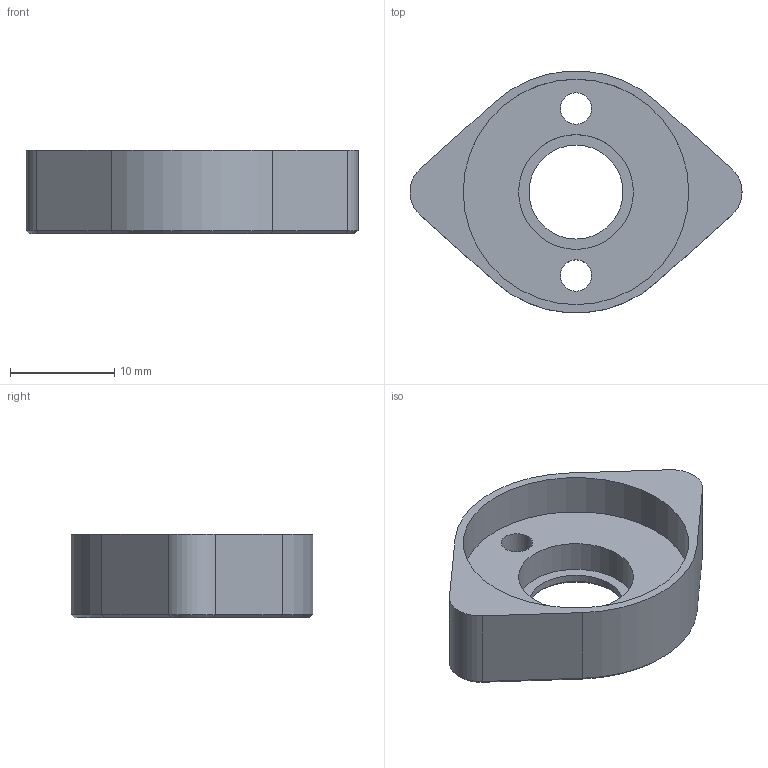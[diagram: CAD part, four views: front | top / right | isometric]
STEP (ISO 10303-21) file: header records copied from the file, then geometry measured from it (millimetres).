
FILE_DESCRIPTION(/* description */ (''),/* implementation_level */ '2;1');
FILE_NAME(/* name */ 'Valve_cam v2.step',/* time_stamp */ '2020-04-26T09:56:28+02:00',/* author */ (''),/* organization */ (''),/* preprocessor_version */ 'ST-DEVELOPER v18',/* originating_system */ 'Autodesk Translation Framework v8.12.0.6',/* authorisation */ '');
FILE_SCHEMA (('AUTOMOTIVE_DESIGN { 1 0 10303 214 3 1 1 }'));
Length unit declared in the file: millimetre
Products named in the file (1): Valve_cam
Bounding box: 31.8 x 23.12 x 8 mm (x, y, z)
Volume: 2027.2 mm3; surface area: 1936.6 mm2
Topology: 1 solids, 1 shells, 28 faces, 65 edges, 41 vertices
Faces by surface type: plane 12, cylinder 9, cone 7
Full cylindrical faces by diameter (mm): 3 x2, 9 x1, 11 x1, 21.6 x1
Entity records: 847 total; most frequent: DIRECTION 152, CARTESIAN_POINT 135, ORIENTED_EDGE 130, EDGE_CURVE 65, AXIS2_PLACEMENT_3D 58, VERTEX_POINT 41, EDGE_LOOP 36, LINE 36
